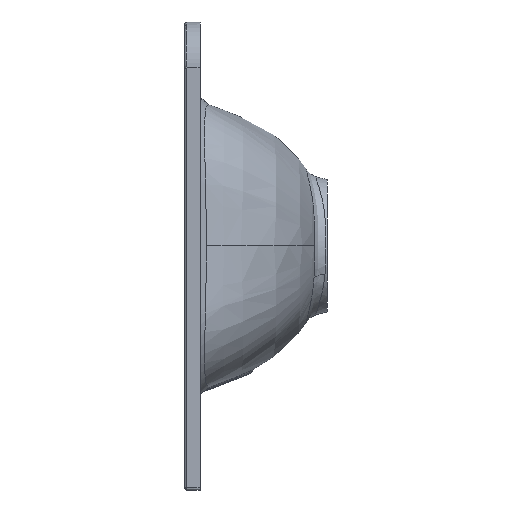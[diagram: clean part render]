
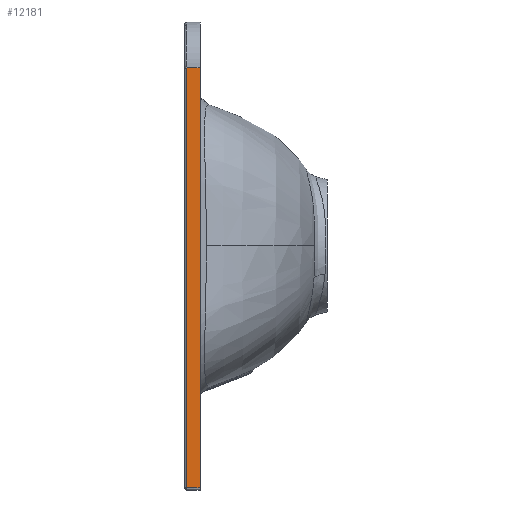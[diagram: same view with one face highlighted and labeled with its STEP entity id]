
A CAD part, left-side view. The second image highlights one B-rep face of the part: STEP entity #12181.
In plain terms, the highlighted planar face has unit normal (-1, 0.018, 0).
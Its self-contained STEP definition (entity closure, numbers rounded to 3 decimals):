
#142 = VERTEX_POINT ( 'NONE', #24699 ) ;
#1187 = DIRECTION ( 'NONE',  ( 0., 0., -1. ) ) ;
#1816 = CARTESIAN_POINT ( 'NONE',  ( -402.5, -15., 0. ) ) ;
#2994 = ORIENTED_EDGE ( 'NONE', *, *, #6576, .T. ) ;
#3768 = FACE_OUTER_BOUND ( 'NONE', #20090, .T. ) ;
#3797 = ORIENTED_EDGE ( 'NONE', *, *, #13016, .F. ) ;
#3964 = VERTEX_POINT ( 'NONE', #17412 ) ;
#4298 = VECTOR ( 'NONE', #1187, 1000. ) ;
#6576 = EDGE_CURVE ( 'NONE', #16051, #19130, #15632, .T. ) ;
#7651 = ORIENTED_EDGE ( 'NONE', *, *, #15030, .T. ) ;
#8043 = AXIS2_PLACEMENT_3D ( 'NONE', #1816, #14584, #18114 ) ;
#10715 = DIRECTION ( 'NONE',  ( 0.017, 1., -0.017 ) ) ;
#10848 = LINE ( 'NONE', #12680, #4298 ) ;
#10964 = VECTOR ( 'NONE', #10715, 1000. ) ;
#11730 = PLANE ( 'NONE',  #8043 ) ;
#12181 = ADVANCED_FACE ( 'NONE', ( #3768 ), #11730, .T. ) ;
#12668 = CARTESIAN_POINT ( 'NONE',  ( -402.5, -15., -238. ) ) ;
#12680 = CARTESIAN_POINT ( 'NONE',  ( -402.272, -1.965, 0. ) ) ;
#13016 = EDGE_CURVE ( 'NONE', #3964, #19130, #24765, .T. ) ;
#14584 = DIRECTION ( 'NONE',  ( -1., 0.017, 0. ) ) ;
#14750 = EDGE_CURVE ( 'NONE', #142, #16051, #10848, .T. ) ;
#14891 = CARTESIAN_POINT ( 'NONE',  ( -402.447, -11.947, 174.954 ) ) ;
#15030 = EDGE_CURVE ( 'NONE', #3964, #142, #20883, .T. ) ;
#15632 = LINE ( 'NONE', #21365, #17193 ) ;
#16051 = VERTEX_POINT ( 'NONE', #16331 ) ;
#16331 = CARTESIAN_POINT ( 'NONE',  ( -402.272, -1.965, -238. ) ) ;
#16361 = VECTOR ( 'NONE', #23180, 1000. ) ;
#17193 = VECTOR ( 'NONE', #17337, 1000. ) ;
#17337 = DIRECTION ( 'NONE',  ( -0.017, -1., 0. ) ) ;
#17412 = CARTESIAN_POINT ( 'NONE',  ( -402.5, -15., 175.007 ) ) ;
#18114 = DIRECTION ( 'NONE',  ( 0., 0., 1. ) ) ;
#19130 = VERTEX_POINT ( 'NONE', #12668 ) ;
#19875 = ORIENTED_EDGE ( 'NONE', *, *, #14750, .T. ) ;
#20090 = EDGE_LOOP ( 'NONE', ( #19875, #2994, #3797, #7651 ) ) ;
#20883 = LINE ( 'NONE', #14891, #10964 ) ;
#21365 = CARTESIAN_POINT ( 'NONE',  ( -402.5, -15., -238. ) ) ;
#23180 = DIRECTION ( 'NONE',  ( 0., 0., -1. ) ) ;
#24699 = CARTESIAN_POINT ( 'NONE',  ( -402.272, -1.965, 174.779 ) ) ;
#24765 = LINE ( 'NONE', #24888, #16361 ) ;
#24888 = CARTESIAN_POINT ( 'NONE',  ( -402.5, -15., 0. ) ) ;
